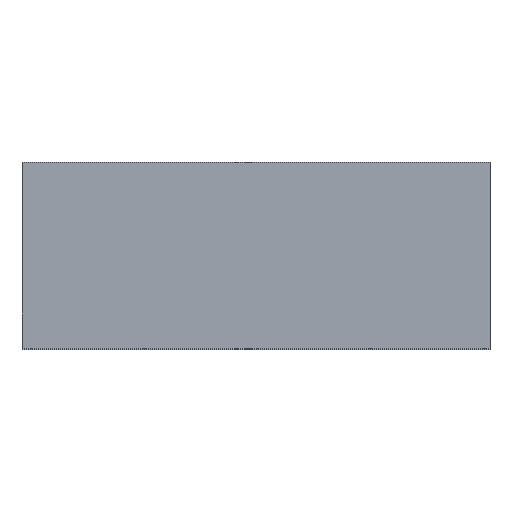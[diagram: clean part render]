
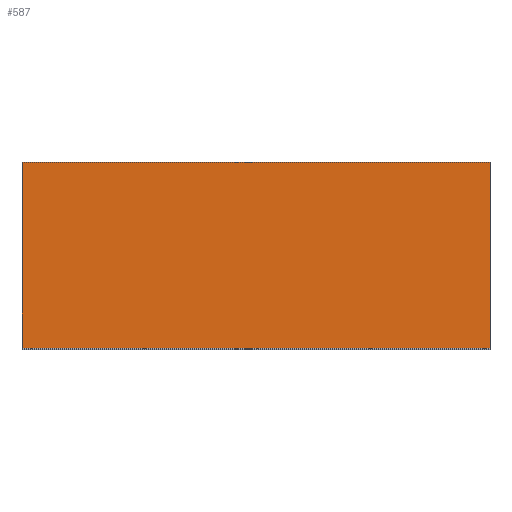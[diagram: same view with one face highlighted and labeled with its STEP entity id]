
A CAD part, top view. The second image highlights one B-rep face of the part: STEP entity #587.
In plain terms, the highlighted planar face has unit normal (0, 0, 1).
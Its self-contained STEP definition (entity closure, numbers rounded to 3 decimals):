
#34 = ORIENTED_EDGE ( 'NONE', *, *, #876, .F. ) ;
#125 = VERTEX_POINT ( 'NONE', #369 ) ;
#195 = LINE ( 'NONE', #399, #535 ) ;
#226 = PLANE ( 'NONE',  #1232 ) ;
#243 = CARTESIAN_POINT ( 'NONE',  ( -2000., 6., 75. ) ) ;
#295 = EDGE_CURVE ( 'NONE', #125, #1280, #809, .T. ) ;
#353 = CARTESIAN_POINT ( 'NONE',  ( -2000., 800., 75. ) ) ;
#367 = CARTESIAN_POINT ( 'NONE',  ( -2000., 800., 75. ) ) ;
#369 = CARTESIAN_POINT ( 'NONE',  ( -2000., 800., 75. ) ) ;
#396 = VERTEX_POINT ( 'NONE', #1255 ) ;
#399 = CARTESIAN_POINT ( 'NONE',  ( 0., 800., 75. ) ) ;
#427 = VECTOR ( 'NONE', #814, 1000. ) ;
#432 = EDGE_LOOP ( 'NONE', ( #34, #1244, #1096, #1191 ) ) ;
#535 = VECTOR ( 'NONE', #813, 1000. ) ;
#587 = ADVANCED_FACE ( 'NONE', ( #745 ), #226, .T. ) ;
#644 = DIRECTION ( 'NONE',  ( 0., -1., 0. ) ) ;
#675 = CARTESIAN_POINT ( 'NONE',  ( -2000., 6., 75. ) ) ;
#743 = LINE ( 'NONE', #243, #1294 ) ;
#745 = FACE_OUTER_BOUND ( 'NONE', #432, .T. ) ;
#792 = DIRECTION ( 'NONE',  ( 0., -1., 0. ) ) ;
#798 = VECTOR ( 'NONE', #792, 1000. ) ;
#809 = LINE ( 'NONE', #1319, #427 ) ;
#813 = DIRECTION ( 'NONE',  ( 0., -1., 0. ) ) ;
#814 = DIRECTION ( 'NONE',  ( 1., 0., 0. ) ) ;
#832 = CARTESIAN_POINT ( 'NONE',  ( 0., 800., 75. ) ) ;
#851 = DIRECTION ( 'NONE',  ( 0., 0., 1. ) ) ;
#876 = EDGE_CURVE ( 'NONE', #1280, #396, #195, .T. ) ;
#961 = EDGE_CURVE ( 'NONE', #1126, #396, #743, .T. ) ;
#1096 = ORIENTED_EDGE ( 'NONE', *, *, #1166, .T. ) ;
#1126 = VERTEX_POINT ( 'NONE', #675 ) ;
#1166 = EDGE_CURVE ( 'NONE', #125, #1126, #1197, .T. ) ;
#1191 = ORIENTED_EDGE ( 'NONE', *, *, #961, .T. ) ;
#1197 = LINE ( 'NONE', #367, #798 ) ;
#1232 = AXIS2_PLACEMENT_3D ( 'NONE', #353, #851, #644 ) ;
#1244 = ORIENTED_EDGE ( 'NONE', *, *, #295, .F. ) ;
#1255 = CARTESIAN_POINT ( 'NONE',  ( 0., 6., 75. ) ) ;
#1280 = VERTEX_POINT ( 'NONE', #832 ) ;
#1286 = DIRECTION ( 'NONE',  ( 1., 0., 0. ) ) ;
#1294 = VECTOR ( 'NONE', #1286, 1000. ) ;
#1319 = CARTESIAN_POINT ( 'NONE',  ( -2000., 800., 75. ) ) ;
